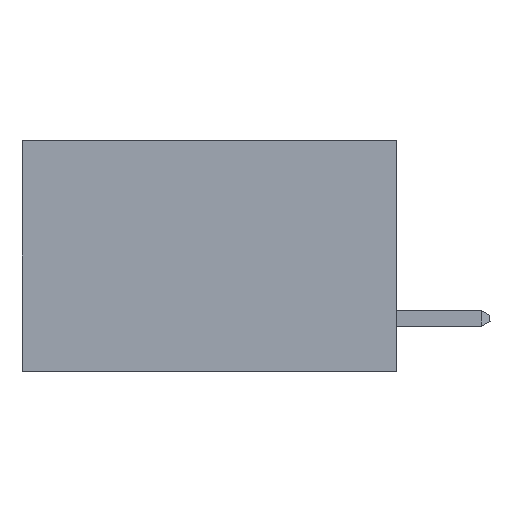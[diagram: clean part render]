
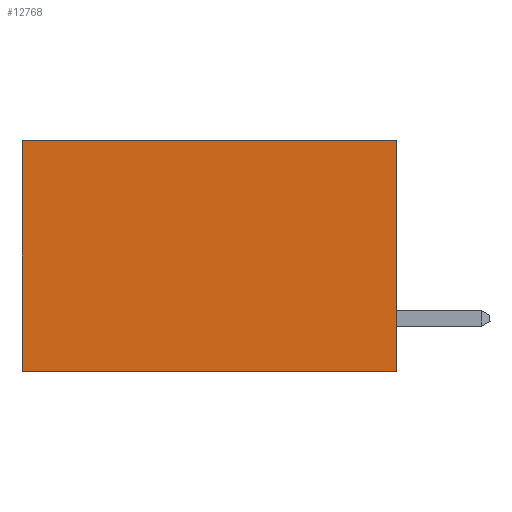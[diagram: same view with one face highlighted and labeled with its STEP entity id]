
A CAD part, left-side view. The second image highlights one B-rep face of the part: STEP entity #12768.
In plain terms, the highlighted planar face has unit normal (-1, 0, 0).
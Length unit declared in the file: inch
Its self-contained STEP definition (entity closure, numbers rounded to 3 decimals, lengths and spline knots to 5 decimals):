
#1974 = CARTESIAN_POINT ( 'NONE',  ( 0.298, 0., 0. ) ) ;
#2131 = PLANE ( 'NONE',  #5213 ) ;
#2364 = VERTEX_POINT ( 'NONE', #8324 ) ;
#2475 = EDGE_CURVE ( 'NONE', #11436, #13195, #7126, .T. ) ;
#4181 = VECTOR ( 'NONE', #10719, 39.37008 ) ;
#4993 = VERTEX_POINT ( 'NONE', #11752 ) ;
#5117 = CARTESIAN_POINT ( 'NONE',  ( 0.298, 0., 0. ) ) ;
#5213 = AXIS2_PLACEMENT_3D ( 'NONE', #5117, #15163, #6622 ) ;
#5275 = DIRECTION ( 'NONE',  ( 0., 1., 0. ) ) ;
#6622 = DIRECTION ( 'NONE',  ( 0., 0., -1. ) ) ;
#6652 = VECTOR ( 'NONE', #17681, 39.37008 ) ;
#7126 = LINE ( 'NONE', #16251, #6652 ) ;
#8324 = CARTESIAN_POINT ( 'NONE',  ( 0.298, 0.6, -0.37 ) ) ;
#8529 = ORIENTED_EDGE ( 'NONE', *, *, #16586, .F. ) ;
#9115 = LINE ( 'NONE', #16395, #12937 ) ;
#9519 = ORIENTED_EDGE ( 'NONE', *, *, #2475, .T. ) ;
#10240 = EDGE_CURVE ( 'NONE', #11436, #4993, #15680, .T. ) ;
#10274 = EDGE_LOOP ( 'NONE', ( #11019, #8529, #17326, #9519 ) ) ;
#10710 = DIRECTION ( 'NONE',  ( 0., 0., -1. ) ) ;
#10719 = DIRECTION ( 'NONE',  ( 0., 0., -1. ) ) ;
#11019 = ORIENTED_EDGE ( 'NONE', *, *, #12112, .T. ) ;
#11436 = VERTEX_POINT ( 'NONE', #17651 ) ;
#11752 = CARTESIAN_POINT ( 'NONE',  ( 0.298, 0., -0.37 ) ) ;
#12112 = EDGE_CURVE ( 'NONE', #13195, #2364, #9115, .T. ) ;
#12768 = ADVANCED_FACE ( 'NONE', ( #15437 ), #2131, .F. ) ;
#12937 = VECTOR ( 'NONE', #10710, 39.37008 ) ;
#13195 = VERTEX_POINT ( 'NONE', #16026 ) ;
#13790 = VECTOR ( 'NONE', #5275, 39.37008 ) ;
#15163 = DIRECTION ( 'NONE',  ( 1., 0., 0. ) ) ;
#15311 = CARTESIAN_POINT ( 'NONE',  ( 0.298, 0., -0.37 ) ) ;
#15437 = FACE_OUTER_BOUND ( 'NONE', #10274, .T. ) ;
#15680 = LINE ( 'NONE', #1974, #4181 ) ;
#16026 = CARTESIAN_POINT ( 'NONE',  ( 0.298, 0.6, 0. ) ) ;
#16251 = CARTESIAN_POINT ( 'NONE',  ( 0.298, 0., 0. ) ) ;
#16395 = CARTESIAN_POINT ( 'NONE',  ( 0.298, 0.6, 0. ) ) ;
#16586 = EDGE_CURVE ( 'NONE', #4993, #2364, #17077, .T. ) ;
#17077 = LINE ( 'NONE', #15311, #13790 ) ;
#17326 = ORIENTED_EDGE ( 'NONE', *, *, #10240, .F. ) ;
#17651 = CARTESIAN_POINT ( 'NONE',  ( 0.298, 0., 0. ) ) ;
#17681 = DIRECTION ( 'NONE',  ( 0., 1., 0. ) ) ;
